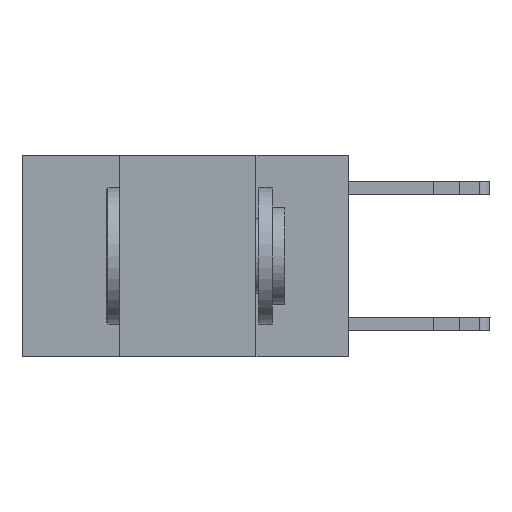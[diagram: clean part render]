
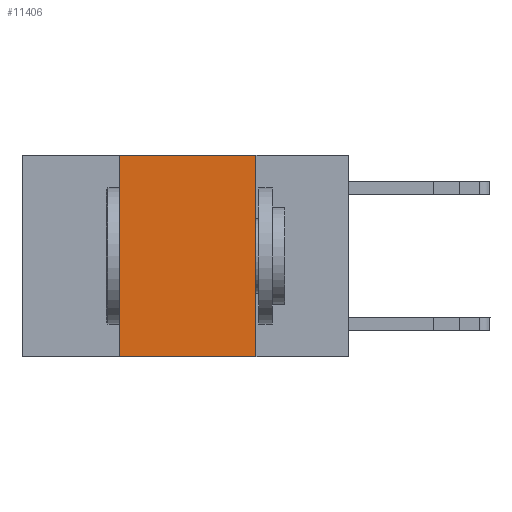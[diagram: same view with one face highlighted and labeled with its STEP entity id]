
A CAD part, left-side view. The second image highlights one B-rep face of the part: STEP entity #11406.
In plain terms, the highlighted planar face has unit normal (-1, 0, 0).
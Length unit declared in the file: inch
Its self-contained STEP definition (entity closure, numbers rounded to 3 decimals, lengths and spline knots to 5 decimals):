
#1009 = AXIS2_PLACEMENT_3D ( 'NONE', #6217, #5414, #5372 ) ;
#4945 = DIRECTION ( 'NONE',  ( 0., 0., 1. ) ) ;
#5049 = CARTESIAN_POINT ( 'NONE',  ( 0., 0.42, 0. ) ) ;
#5186 = FACE_OUTER_BOUND ( 'NONE', #12654, .T. ) ;
#5372 = DIRECTION ( 'NONE',  ( 0., 0., -1. ) ) ;
#5414 = DIRECTION ( 'NONE',  ( 1., 0., 0. ) ) ;
#5885 = PLANE ( 'NONE',  #1009 ) ;
#6217 = CARTESIAN_POINT ( 'NONE',  ( 0., 0.6, 0. ) ) ;
#6308 = CARTESIAN_POINT ( 'NONE',  ( 0., 0.17, 0. ) ) ;
#6508 = VECTOR ( 'NONE', #15150, 39.37008 ) ;
#6738 = LINE ( 'NONE', #23527, #6508 ) ;
#7059 = CARTESIAN_POINT ( 'NONE',  ( 0., 0.42, 0. ) ) ;
#8076 = EDGE_CURVE ( 'NONE', #13808, #9980, #24332, .T. ) ;
#8461 = EDGE_CURVE ( 'NONE', #13808, #8734, #21496, .T. ) ;
#8734 = VERTEX_POINT ( 'NONE', #24977 ) ;
#9980 = VERTEX_POINT ( 'NONE', #7059 ) ;
#11350 = VECTOR ( 'NONE', #19159, 39.37008 ) ;
#11406 = ADVANCED_FACE ( 'NONE', ( #5186 ), #5885, .F. ) ;
#11871 = DIRECTION ( 'NONE',  ( 0., -1., 0. ) ) ;
#12532 = CARTESIAN_POINT ( 'NONE',  ( 0., 0.6, -0.37 ) ) ;
#12654 = EDGE_LOOP ( 'NONE', ( #19297, #21578, #22221, #22865 ) ) ;
#13808 = VERTEX_POINT ( 'NONE', #24578 ) ;
#15150 = DIRECTION ( 'NONE',  ( 0., -1., 0. ) ) ;
#18442 = EDGE_CURVE ( 'NONE', #9980, #25400, #6738, .T. ) ;
#18867 = CARTESIAN_POINT ( 'NONE',  ( 0., 0.17, 0. ) ) ;
#19159 = DIRECTION ( 'NONE',  ( 0., 0., -1. ) ) ;
#19297 = ORIENTED_EDGE ( 'NONE', *, *, #26818, .F. ) ;
#20446 = LINE ( 'NONE', #6308, #11350 ) ;
#21389 = VECTOR ( 'NONE', #11871, 39.37008 ) ;
#21496 = LINE ( 'NONE', #12532, #21389 ) ;
#21578 = ORIENTED_EDGE ( 'NONE', *, *, #18442, .F. ) ;
#22221 = ORIENTED_EDGE ( 'NONE', *, *, #8076, .F. ) ;
#22865 = ORIENTED_EDGE ( 'NONE', *, *, #8461, .T. ) ;
#23527 = CARTESIAN_POINT ( 'NONE',  ( 0., 0.6, 0. ) ) ;
#24332 = LINE ( 'NONE', #5049, #24413 ) ;
#24413 = VECTOR ( 'NONE', #4945, 39.37008 ) ;
#24578 = CARTESIAN_POINT ( 'NONE',  ( 0., 0.42, -0.37 ) ) ;
#24977 = CARTESIAN_POINT ( 'NONE',  ( 0., 0.17, -0.37 ) ) ;
#25400 = VERTEX_POINT ( 'NONE', #18867 ) ;
#26818 = EDGE_CURVE ( 'NONE', #25400, #8734, #20446, .T. ) ;
